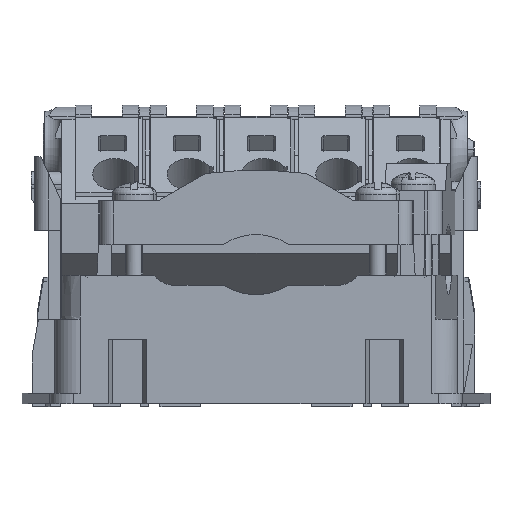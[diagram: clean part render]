
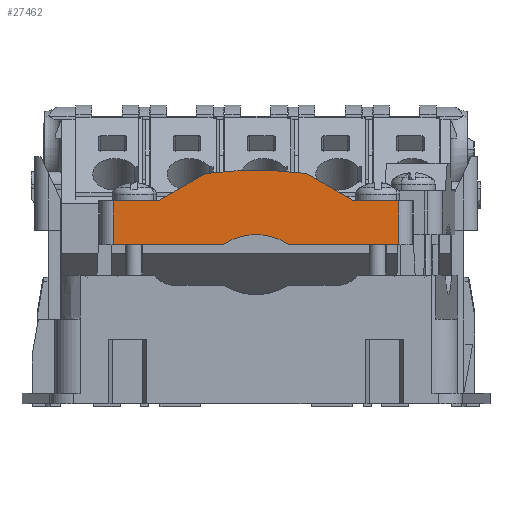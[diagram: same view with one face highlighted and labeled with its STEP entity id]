
A CAD part, front view. The second image highlights one B-rep face of the part: STEP entity #27462.
In plain terms, the highlighted planar face has unit normal (0, -1, 0).
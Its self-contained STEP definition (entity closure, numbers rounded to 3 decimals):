
#26612=AXIS2_PLACEMENT_3D('Circle Axis2P3D',#26610,#26611,$) ;
#26690=AXIS2_PLACEMENT_3D('Circle Axis2P3D',#26688,#26689,$) ;
#26728=AXIS2_PLACEMENT_3D('Circle Axis2P3D',#26726,#26727,$) ;
#26752=AXIS2_PLACEMENT_3D('Circle Axis2P3D',#26750,#26751,$) ;
#27417=AXIS2_PLACEMENT_3D('Plane Axis2P3D',#27414,#27415,#27416) ;
#26574=CARTESIAN_POINT('Vertex',(20.13,0.,30.5)) ;
#26579=CARTESIAN_POINT('Line Origine',(23.619,0.,32.515)) ;
#26583=CARTESIAN_POINT('Vertex',(27.109,0.,34.529)) ;
#26610=CARTESIAN_POINT('Axis2P3D Location',(34.609,0.,-25.)) ;
#26614=CARTESIAN_POINT('Vertex',(42.109,0.,34.529)) ;
#26641=CARTESIAN_POINT('Line Origine',(45.598,0.,32.515)) ;
#26645=CARTESIAN_POINT('Vertex',(49.088,0.,30.5)) ;
#26685=CARTESIAN_POINT('Vertex',(39.584,0.,24.)) ;
#26688=CARTESIAN_POINT('Axis2P3D Location',(39.584,0.,24.25)) ;
#26692=CARTESIAN_POINT('Vertex',(39.445,0.,24.042)) ;
#26716=CARTESIAN_POINT('Vertex',(29.772,0.,24.042)) ;
#26726=CARTESIAN_POINT('Axis2P3D Location',(34.609,0.,16.75)) ;
#26750=CARTESIAN_POINT('Axis2P3D Location',(29.634,0.,24.25)) ;
#26754=CARTESIAN_POINT('Vertex',(29.634,0.,24.)) ;
#27180=CARTESIAN_POINT('Vertex',(13.509,0.,30.5)) ;
#27187=CARTESIAN_POINT('Vertex',(13.509,0.,24.)) ;
#27190=CARTESIAN_POINT('Line Origine',(13.509,0.,29.5)) ;
#27414=CARTESIAN_POINT('Axis2P3D Location',(34.609,0.,31.)) ;
#27419=CARTESIAN_POINT('Line Origine',(55.709,0.,27.25)) ;
#27423=CARTESIAN_POINT('Vertex',(55.709,0.,30.5)) ;
#27425=CARTESIAN_POINT('Vertex',(55.709,0.,24.)) ;
#27428=CARTESIAN_POINT('Line Origine',(52.398,0.,30.5)) ;
#27433=CARTESIAN_POINT('Line Origine',(16.819,0.,30.5)) ;
#27438=CARTESIAN_POINT('Line Origine',(21.571,0.,24.)) ;
#27443=CARTESIAN_POINT('Line Origine',(47.646,0.,24.)) ;
#26580=DIRECTION('Vector Direction',(0.866,0.,0.5)) ;
#26611=DIRECTION('Axis2P3D Direction',(0.,1.,0.)) ;
#26642=DIRECTION('Vector Direction',(0.866,0.,-0.5)) ;
#26689=DIRECTION('Axis2P3D Direction',(0.,1.,0.)) ;
#26727=DIRECTION('Axis2P3D Direction',(0.,1.,0.)) ;
#26751=DIRECTION('Axis2P3D Direction',(0.,1.,0.)) ;
#27191=DIRECTION('Vector Direction',(0.,0.,1.)) ;
#27415=DIRECTION('Axis2P3D Direction',(0.,1.,0.)) ;
#27416=DIRECTION('Axis2P3D XDirection',(-1.,0.,0.)) ;
#27420=DIRECTION('Vector Direction',(0.,0.,-1.)) ;
#27429=DIRECTION('Vector Direction',(1.,0.,0.)) ;
#27434=DIRECTION('Vector Direction',(1.,0.,0.)) ;
#27439=DIRECTION('Vector Direction',(-1.,0.,0.)) ;
#27444=DIRECTION('Vector Direction',(-1.,0.,0.)) ;
#26581=VECTOR('Line Direction',#26580,1.) ;
#26643=VECTOR('Line Direction',#26642,1.) ;
#27192=VECTOR('Line Direction',#27191,1.) ;
#27421=VECTOR('Line Direction',#27420,1.) ;
#27430=VECTOR('Line Direction',#27429,1.) ;
#27435=VECTOR('Line Direction',#27434,1.) ;
#27440=VECTOR('Line Direction',#27439,1.) ;
#27445=VECTOR('Line Direction',#27444,1.) ;
#27449=ORIENTED_EDGE('',*,*,#27427,.F.) ;
#27450=ORIENTED_EDGE('',*,*,#27432,.F.) ;
#27451=ORIENTED_EDGE('',*,*,#26647,.F.) ;
#27452=ORIENTED_EDGE('',*,*,#26616,.F.) ;
#27453=ORIENTED_EDGE('',*,*,#26585,.F.) ;
#27454=ORIENTED_EDGE('',*,*,#27437,.F.) ;
#27455=ORIENTED_EDGE('',*,*,#27194,.F.) ;
#27456=ORIENTED_EDGE('',*,*,#27442,.F.) ;
#27457=ORIENTED_EDGE('',*,*,#26756,.F.) ;
#27458=ORIENTED_EDGE('',*,*,#26730,.F.) ;
#27459=ORIENTED_EDGE('',*,*,#26694,.F.) ;
#27460=ORIENTED_EDGE('',*,*,#27447,.F.) ;
#27462=ADVANCED_FACE('Hauptk\X2\00F6\X0\rper',(#27461),#27418,.F.) ;
#26613=CIRCLE('generated circle',#26612,60.) ;
#26691=CIRCLE('generated circle',#26690,0.25) ;
#26729=CIRCLE('generated circle',#26728,8.75) ;
#26753=CIRCLE('generated circle',#26752,0.25) ;
#26585=EDGE_CURVE('',#26575,#26584,#26582,.T.) ;
#26616=EDGE_CURVE('',#26584,#26615,#26613,.T.) ;
#26647=EDGE_CURVE('',#26615,#26646,#26644,.T.) ;
#26694=EDGE_CURVE('',#26686,#26693,#26691,.T.) ;
#26730=EDGE_CURVE('',#26693,#26717,#26729,.F.) ;
#26756=EDGE_CURVE('',#26717,#26755,#26753,.T.) ;
#27194=EDGE_CURVE('',#27188,#27181,#27193,.T.) ;
#27427=EDGE_CURVE('',#27424,#27426,#27422,.T.) ;
#27432=EDGE_CURVE('',#26646,#27424,#27431,.T.) ;
#27437=EDGE_CURVE('',#27181,#26575,#27436,.T.) ;
#27442=EDGE_CURVE('',#26755,#27188,#27441,.T.) ;
#27447=EDGE_CURVE('',#27426,#26686,#27446,.T.) ;
#27448=EDGE_LOOP('',(#27449,#27450,#27451,#27452,#27453,#27454,#27455,#27456,#27457,#27458,#27459,#27460)) ;
#27461=FACE_OUTER_BOUND('',#27448,.T.) ;
#26582=LINE('Line',#26579,#26581) ;
#26644=LINE('Line',#26641,#26643) ;
#27193=LINE('Line',#27190,#27192) ;
#27422=LINE('Line',#27419,#27421) ;
#27431=LINE('Line',#27428,#27430) ;
#27436=LINE('Line',#27433,#27435) ;
#27441=LINE('Line',#27438,#27440) ;
#27446=LINE('Line',#27443,#27445) ;
#27418=PLANE('',#27417) ;
#26575=VERTEX_POINT('',#26574) ;
#26584=VERTEX_POINT('',#26583) ;
#26615=VERTEX_POINT('',#26614) ;
#26646=VERTEX_POINT('',#26645) ;
#26686=VERTEX_POINT('',#26685) ;
#26693=VERTEX_POINT('',#26692) ;
#26717=VERTEX_POINT('',#26716) ;
#26755=VERTEX_POINT('',#26754) ;
#27181=VERTEX_POINT('',#27180) ;
#27188=VERTEX_POINT('',#27187) ;
#27424=VERTEX_POINT('',#27423) ;
#27426=VERTEX_POINT('',#27425) ;
